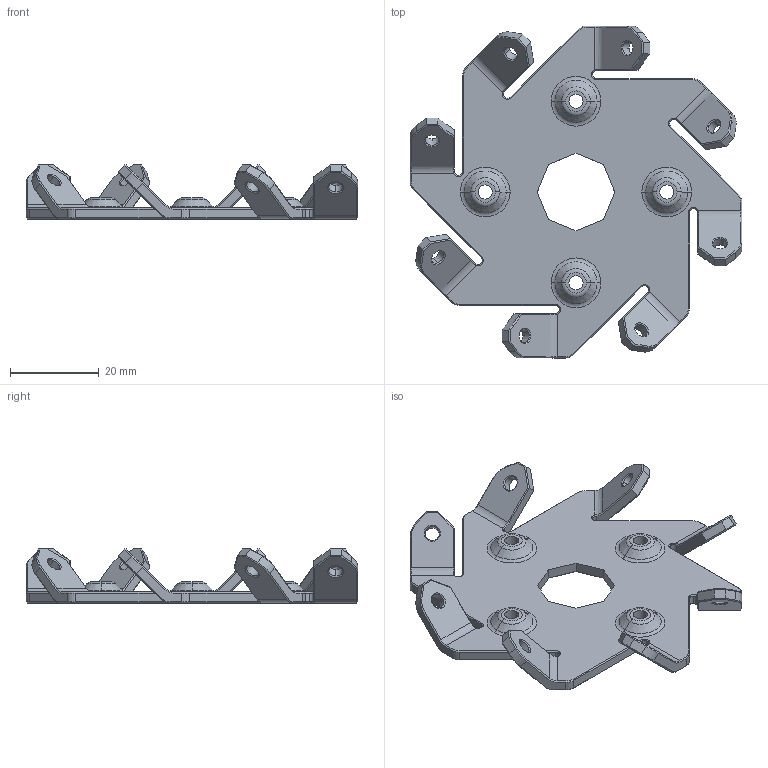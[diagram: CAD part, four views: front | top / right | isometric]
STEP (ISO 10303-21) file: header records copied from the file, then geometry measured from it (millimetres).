
FILE_DESCRIPTION (( 'STEP AP214' ), '1' );
FILE_NAME ('hi2.STEP', '2025-10-25T02:40:56', ( '' ), ( '' ), 'SwSTEP 2.0', 'SolidWorks 2024', '' );
FILE_SCHEMA (( 'AUTOMOTIVE_DESIGN' ));
Length unit declared in the file: millimetre
Products named in the file (1): hi2
Bounding box: 74.96 x 74.96 x 12.2 mm (x, y, z)
Volume: 9863.5 mm3; surface area: 9506.9 mm2
Topology: 1 solids, 1 shells, 520 faces, 1210 edges, 700 vertices
Faces by surface type: plane 282, cone 140, cylinder 74, torus 16, bspline 8
Entity records: 14765 total; most frequent: CARTESIAN_POINT 2823, DIRECTION 2536, ORIENTED_EDGE 2420, EDGE_CURVE 1210, LINE 846, VECTOR 846, AXIS2_PLACEMENT_3D 845, VERTEX_POINT 700
